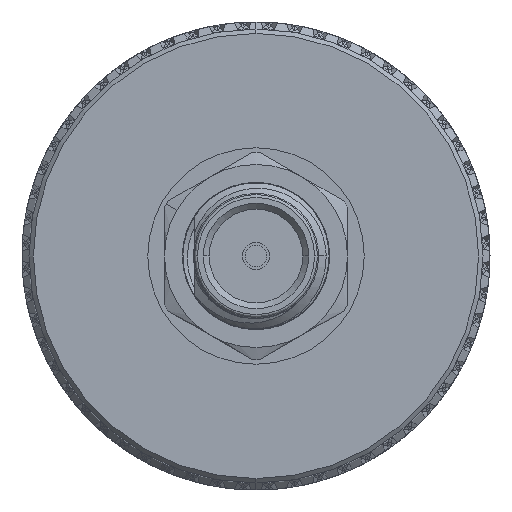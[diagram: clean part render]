
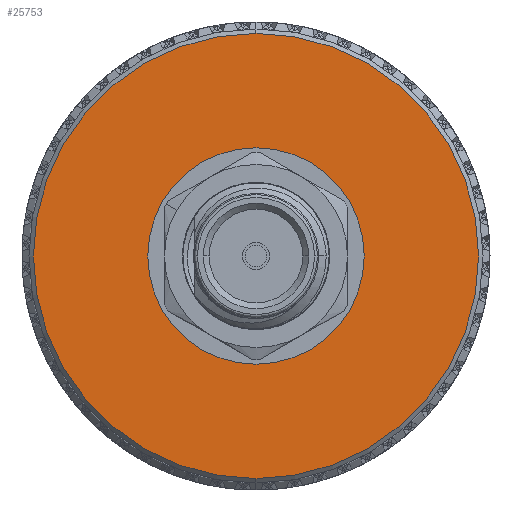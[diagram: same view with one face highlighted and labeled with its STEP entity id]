
A CAD part, left-side view. The second image highlights one B-rep face of the part: STEP entity #25753.
In plain terms, the highlighted face is planar.
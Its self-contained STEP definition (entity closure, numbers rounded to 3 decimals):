
#61 = CARTESIAN_POINT ( 'NONE',  ( 16.941, -1.905, 0. ) ) ;
#2095 = DIRECTION ( 'NONE',  ( 1., 0., 0. ) ) ;
#3326 = ORIENTED_EDGE ( 'NONE', *, *, #105921, .F. ) ;
#4063 = DIRECTION ( 'NONE',  ( -1., 0., 0. ) ) ;
#5162 = FACE_BOUND ( 'NONE', #99458, .T. ) ;
#6988 = CARTESIAN_POINT ( 'NONE',  ( 16.941, 7.506, 0. ) ) ;
#12794 = DIRECTION ( 'NONE',  ( 1., 0., 0. ) ) ;
#16753 = ORIENTED_EDGE ( 'NONE', *, *, #115062, .F. ) ;
#19759 = AXIS2_PLACEMENT_3D ( 'NONE', #75074, #56666, #48669 ) ;
#25753 = ADVANCED_FACE ( 'NONE', ( #72695, #5162 ), #99111, .T. ) ;
#33047 = CARTESIAN_POINT ( 'NONE',  ( 16.941, 0., 0. ) ) ;
#33180 = AXIS2_PLACEMENT_3D ( 'NONE', #86162, #2095, #68337 ) ;
#41668 = AXIS2_PLACEMENT_3D ( 'NONE', #33047, #12794, #87123 ) ;
#42129 = CARTESIAN_POINT ( 'NONE',  ( 16.941, 0., 0. ) ) ;
#44415 = EDGE_CURVE ( 'NONE', #102937, #56598, #47663, .T. ) ;
#44484 = DIRECTION ( 'NONE',  ( 0., 1., 0. ) ) ;
#46706 = ORIENTED_EDGE ( 'NONE', *, *, #84418, .F. ) ;
#47663 = CIRCLE ( 'NONE', #51592, 9.666 ) ;
#48669 = DIRECTION ( 'NONE',  ( 0., 1., 0. ) ) ;
#51430 = CIRCLE ( 'NONE', #41668, 1.905 ) ;
#51592 = AXIS2_PLACEMENT_3D ( 'NONE', #42129, #4063, #89390 ) ;
#56598 = VERTEX_POINT ( 'NONE', #75719 ) ;
#56666 = DIRECTION ( 'NONE',  ( -1., 0., 0. ) ) ;
#68337 = DIRECTION ( 'NONE',  ( 0., 1., 0. ) ) ;
#72374 = CARTESIAN_POINT ( 'NONE',  ( 16.941, 1.905, 0. ) ) ;
#72695 = FACE_OUTER_BOUND ( 'NONE', #100688, .T. ) ;
#75074 = CARTESIAN_POINT ( 'NONE',  ( 16.941, 0., 0. ) ) ;
#75719 = CARTESIAN_POINT ( 'NONE',  ( 16.941, 9.666, 0. ) ) ;
#84418 = EDGE_CURVE ( 'NONE', #121032, #121369, #86135, .T. ) ;
#86135 = CIRCLE ( 'NONE', #33180, 1.905 ) ;
#86162 = CARTESIAN_POINT ( 'NONE',  ( 16.941, 0., 0. ) ) ;
#87123 = DIRECTION ( 'NONE',  ( 0., 1., 0. ) ) ;
#89390 = DIRECTION ( 'NONE',  ( 0., 1., 0. ) ) ;
#97038 = AXIS2_PLACEMENT_3D ( 'NONE', #6988, #110131, #44484 ) ;
#99111 = PLANE ( 'NONE',  #97038 ) ;
#99458 = EDGE_LOOP ( 'NONE', ( #46706, #16753 ) ) ;
#100688 = EDGE_LOOP ( 'NONE', ( #107638, #3326 ) ) ;
#102937 = VERTEX_POINT ( 'NONE', #109057 ) ;
#105921 = EDGE_CURVE ( 'NONE', #56598, #102937, #111976, .T. ) ;
#107638 = ORIENTED_EDGE ( 'NONE', *, *, #44415, .F. ) ;
#109057 = CARTESIAN_POINT ( 'NONE',  ( 16.941, -9.666, 0. ) ) ;
#110131 = DIRECTION ( 'NONE',  ( 1., 0., 0. ) ) ;
#111976 = CIRCLE ( 'NONE', #19759, 9.666 ) ;
#115062 = EDGE_CURVE ( 'NONE', #121369, #121032, #51430, .T. ) ;
#121032 = VERTEX_POINT ( 'NONE', #61 ) ;
#121369 = VERTEX_POINT ( 'NONE', #72374 ) ;
